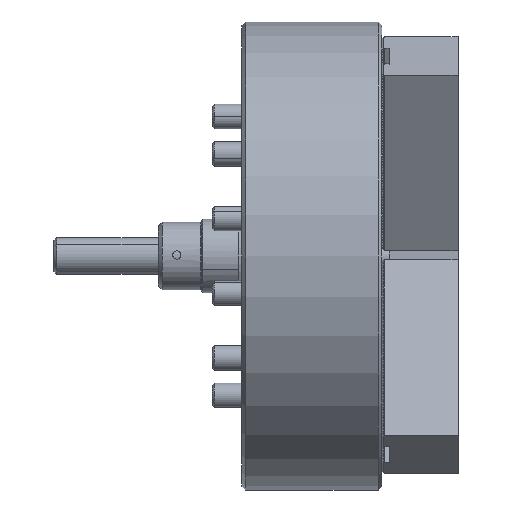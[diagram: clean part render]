
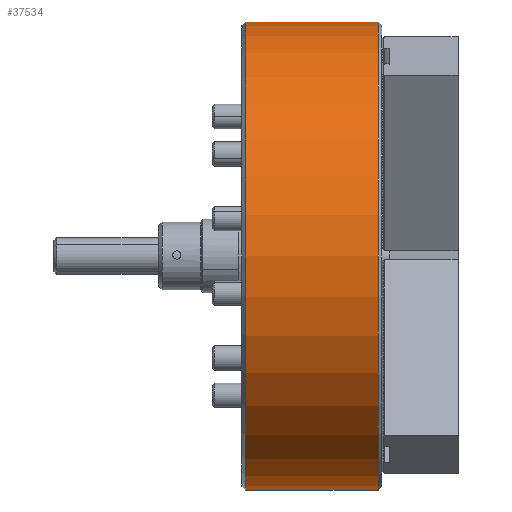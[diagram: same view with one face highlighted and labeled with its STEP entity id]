
A CAD part, front view. The second image highlights one B-rep face of the part: STEP entity #37534.
In plain terms, the highlighted cylindrical face has radius 190.5 mm (diameter 381 mm), a partial arc.
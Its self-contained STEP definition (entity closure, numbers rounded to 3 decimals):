
#2278 = AXIS2_PLACEMENT_3D ( 'NONE', #40346, #20093, #43729 ) ;
#5099 = CARTESIAN_POINT ( 'NONE',  ( -3., 0., 190.5 ) ) ;
#5596 = VERTEX_POINT ( 'NONE', #12363 ) ;
#7016 = LINE ( 'NONE', #28424, #15976 ) ;
#7786 = DIRECTION ( 'NONE',  ( -1., 0., 0. ) ) ;
#8153 = EDGE_CURVE ( 'NONE', #16088, #25976, #33906, .T. ) ;
#10428 = EDGE_LOOP ( 'NONE', ( #13478, #15839, #11294, #28712 ) ) ;
#10545 = CARTESIAN_POINT ( 'NONE',  ( -111., 0., 190.5 ) ) ;
#11294 = ORIENTED_EDGE ( 'NONE', *, *, #12772, .T. ) ;
#12363 = CARTESIAN_POINT ( 'NONE',  ( -111., 0., -190.5 ) ) ;
#12772 = EDGE_CURVE ( 'NONE', #5596, #36893, #7016, .T. ) ;
#13478 = ORIENTED_EDGE ( 'NONE', *, *, #8153, .F. ) ;
#14039 = DIRECTION ( 'NONE',  ( 1., 0., 0. ) ) ;
#14329 = AXIS2_PLACEMENT_3D ( 'NONE', #28039, #7786, #31470 ) ;
#15839 = ORIENTED_EDGE ( 'NONE', *, *, #35765, .T. ) ;
#15976 = VECTOR ( 'NONE', #18198, 1000. ) ;
#16088 = VERTEX_POINT ( 'NONE', #10545 ) ;
#17440 = CARTESIAN_POINT ( 'NONE',  ( 0., 0., 0. ) ) ;
#17925 = CARTESIAN_POINT ( 'NONE',  ( 0., 0., 190.5 ) ) ;
#18198 = DIRECTION ( 'NONE',  ( 1., 0., 0. ) ) ;
#18487 = CYLINDRICAL_SURFACE ( 'NONE', #21271, 190.5 ) ;
#20093 = DIRECTION ( 'NONE',  ( 1., 0., 0. ) ) ;
#20179 = CIRCLE ( 'NONE', #2278, 190.5 ) ;
#21271 = AXIS2_PLACEMENT_3D ( 'NONE', #17440, #14039, #41082 ) ;
#23358 = EDGE_CURVE ( 'NONE', #36893, #25976, #42387, .T. ) ;
#24852 = VECTOR ( 'NONE', #31560, 1000. ) ;
#25976 = VERTEX_POINT ( 'NONE', #5099 ) ;
#28039 = CARTESIAN_POINT ( 'NONE',  ( -3., 0., 0. ) ) ;
#28424 = CARTESIAN_POINT ( 'NONE',  ( 0., 0., -190.5 ) ) ;
#28712 = ORIENTED_EDGE ( 'NONE', *, *, #23358, .T. ) ;
#31470 = DIRECTION ( 'NONE',  ( 0., 0., -1. ) ) ;
#31560 = DIRECTION ( 'NONE',  ( 1., 0., 0. ) ) ;
#33906 = LINE ( 'NONE', #17925, #24852 ) ;
#33949 = CARTESIAN_POINT ( 'NONE',  ( -3., 0., -190.5 ) ) ;
#35765 = EDGE_CURVE ( 'NONE', #16088, #5596, #20179, .T. ) ;
#36510 = FACE_OUTER_BOUND ( 'NONE', #10428, .T. ) ;
#36893 = VERTEX_POINT ( 'NONE', #33949 ) ;
#37534 = ADVANCED_FACE ( 'NONE', ( #36510 ), #18487, .T. ) ;
#40346 = CARTESIAN_POINT ( 'NONE',  ( -111., 0., 0. ) ) ;
#41082 = DIRECTION ( 'NONE',  ( 0., 0., -1. ) ) ;
#42387 = CIRCLE ( 'NONE', #14329, 190.5 ) ;
#43729 = DIRECTION ( 'NONE',  ( 0., 0., 1. ) ) ;
